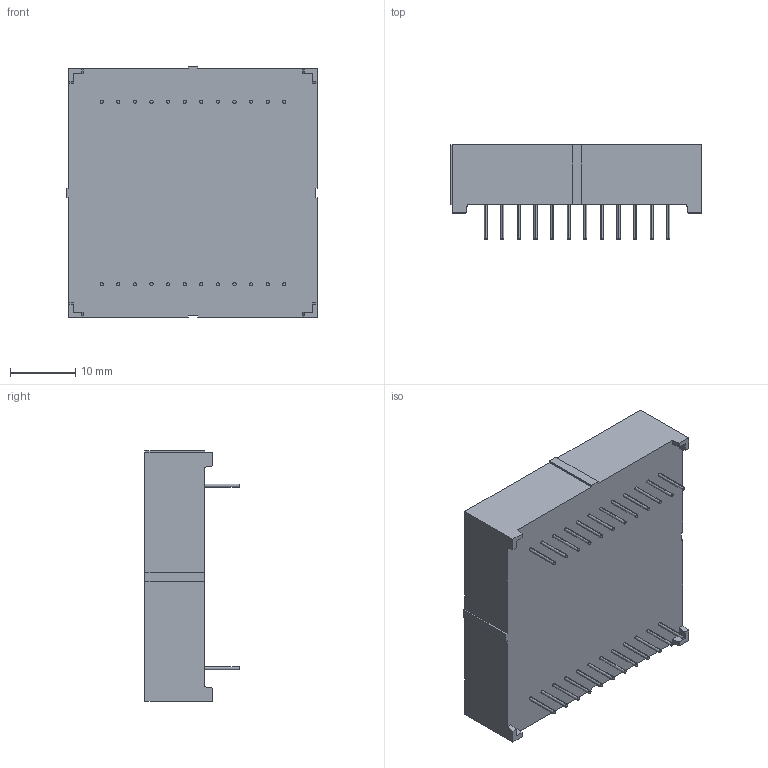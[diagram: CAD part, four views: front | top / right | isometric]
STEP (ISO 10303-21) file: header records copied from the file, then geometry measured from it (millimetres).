
FILE_DESCRIPTION (( 'STEP AP214' ), '1' );
FILE_NAME ('TBA-TBC15-11.STEP', '2008-09-07T17:00:13', ( '' ), ( '' ), 'SwSTEP 2.0', 'SolidWorks 2008', '' );
FILE_SCHEMA (( 'AUTOMOTIVE_DESIGN' ));
Length unit declared in the file: millimetre
Products named in the file (1): TBA-TBC15-11
Bounding box: 38.3 x 14.4 x 38.3 mm (x, y, z)
Volume: 13215.9 mm3; surface area: 4576.9 mm2
Topology: 1 solids, 1 shells, 589 faces, 1413 edges, 942 vertices
Faces by surface type: plane 297, cylinder 176, bspline 116
Entity records: 26253 total; most frequent: CARTESIAN_POINT 9333, ORIENTED_EDGE 2826, DIRECTION 2481, EDGE_CURVE 1413, VERTEX_POINT 942, LINE 829, VECTOR 829, AXIS2_PLACEMENT_3D 826
